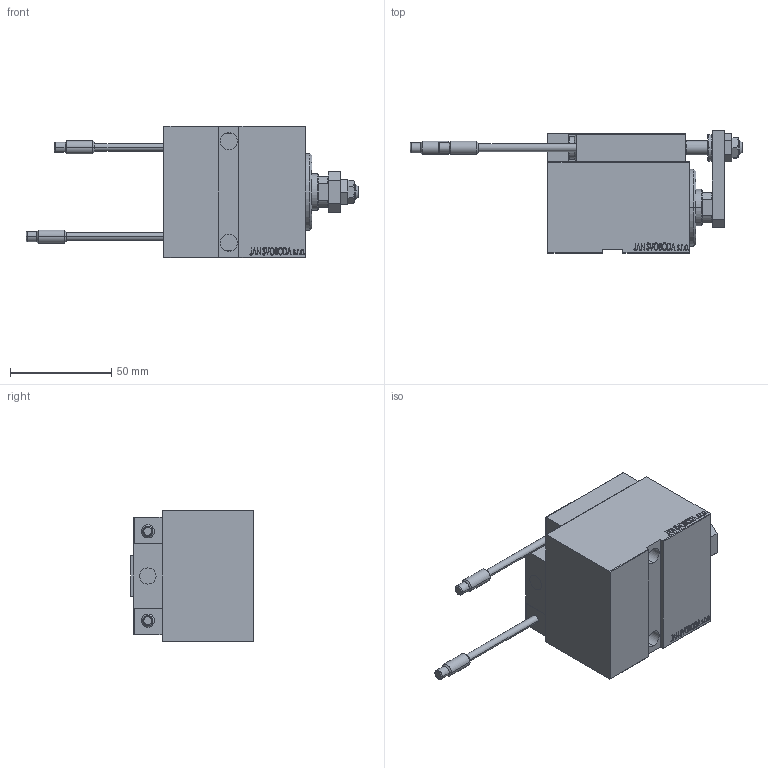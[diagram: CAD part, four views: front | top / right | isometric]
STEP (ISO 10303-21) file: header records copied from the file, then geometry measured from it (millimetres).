
FILE_DESCRIPTION (( 'STEP AP203' ), '1' );
FILE_NAME ('6785.STEP', '2022-05-10T14:15:07', ( '' ), ( '' ), 'SwSTEP 2.0', 'SolidWorks 2019', '' );
FILE_SCHEMA (( 'CONFIG_CONTROL_DESIGN' ));
Length unit declared in the file: millimetre
Products named in the file (16): TYC_L79 dd3a231cedd52243ec4bb4d4f3c5f30e; 6785; MAGNET dd3a231cedd52243ec4bb4d4f3c5f30e; NUT_D12 dd3a231cedd52243ec4bb4d4f3c5f30e; ALLEN BOLT D5 dd3a231cedd52243ec4bb4d4f3c5f30e; SWITCH_X_FRONT_BACK dd3a231cedd52243ec4bb4d4f3c5f30e; ZARAZKA dd3a231cedd52243ec4bb4d4f3c5f30e; V450CM_E_VCP dd3a231cedd52243ec4bb4d4f3c5f30e; ALLEN BOLT D8 dd3a231cedd52243ec4bb4d4f3c5f30e; V450CM_E_Body dd3a231cedd52243ec4bb4d4f3c5f30e; Block dd3a231cedd52243ec4bb4d4f3c5f30e; SWITCH DIM B,W dd3a231cedd52243ec4bb4d4f3c5f30e; SWITCH X dd3a231cedd52243ec4bb4d4f3c5f30e; V450CM_VC_B dd3a231cedd52243ec4bb4d4f3c5f30e; NUT_D10 dd3a231cedd52243ec4bb4d4f3c5f30e; KONCOVKA_Y dd3a231cedd52243ec4bb4d4f3c5f30e
Assembly tree (25 placements, depth 3):
  6785
    V450CM_E_Body dd3a231cedd52243ec4bb4d4f3c5f30e
    V450CM_E_VCP dd3a231cedd52243ec4bb4d4f3c5f30e
    V450CM_VC_B dd3a231cedd52243ec4bb4d4f3c5f30e
    SWITCH X dd3a231cedd52243ec4bb4d4f3c5f30e
      SWITCH_X_FRONT_BACK dd3a231cedd52243ec4bb4d4f3c5f30e  x2
      TYC_L79 dd3a231cedd52243ec4bb4d4f3c5f30e
      Block dd3a231cedd52243ec4bb4d4f3c5f30e  x2
      ALLEN BOLT D5 dd3a231cedd52243ec4bb4d4f3c5f30e  x4
      ALLEN BOLT D8 dd3a231cedd52243ec4bb4d4f3c5f30e  x4
      MAGNET dd3a231cedd52243ec4bb4d4f3c5f30e  x2
      KONCOVKA_Y dd3a231cedd52243ec4bb4d4f3c5f30e  x2
    SWITCH DIM B,W dd3a231cedd52243ec4bb4d4f3c5f30e
    ZARAZKA dd3a231cedd52243ec4bb4d4f3c5f30e
    NUT_D10 dd3a231cedd52243ec4bb4d4f3c5f30e
    NUT_D12 dd3a231cedd52243ec4bb4d4f3c5f30e
Bounding box: 163.7 x 60.5 x 65 mm (x, y, z)
Volume: 239828.7 mm3; surface area: 64103.6 mm2
Topology: 24 solids, 24 shells, 1292 faces, 3090 edges, 1970 vertices
Faces by surface type: plane 567, bspline 380, cylinder 172, cone 121, torus 48, sphere 4
Entity records: 49655 total; most frequent: CARTESIAN_POINT 25353, ORIENTED_EDGE 5156, DIRECTION 3427, EDGE_CURVE 2578, VERTEX_POINT 1682, VECTOR 1499, LINE 1499, EDGE_LOOP 1180
